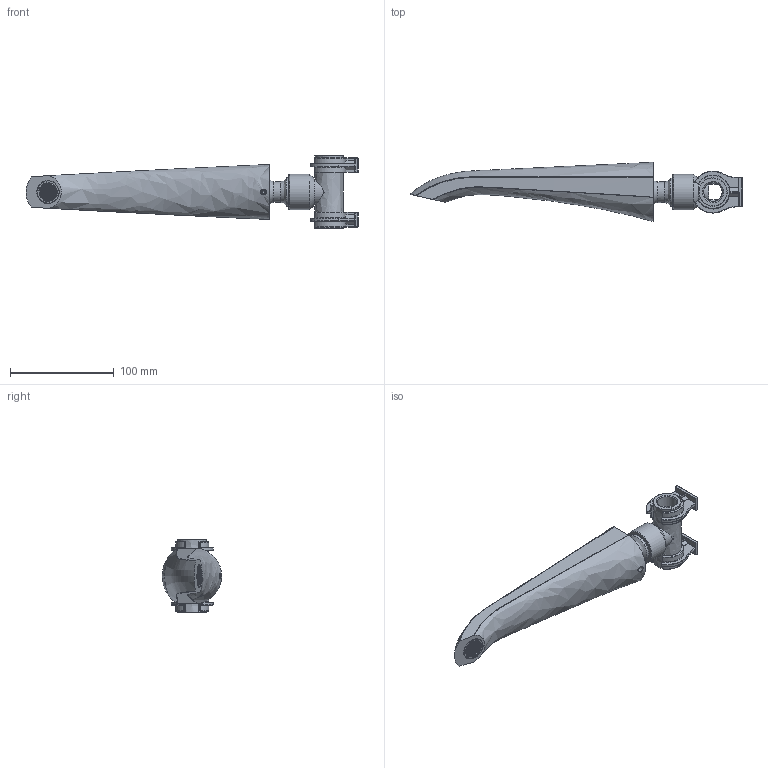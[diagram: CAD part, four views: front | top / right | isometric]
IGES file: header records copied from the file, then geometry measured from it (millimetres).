
Global section: file name: T1046; native system: Autodesk Inventor 2020; preprocessor: unknown; author: adaniels; date: 20200204.111741; units: millimetre
Bounding box: 319.49 x 57.16 x 70 mm (x, y, z)
Volume: 248305.1 mm3; surface area: 95620.1 mm2
Topology: 13 solids, 14 shells, 1731 faces, 4444 edges, 2869 vertices
Faces by surface type: bspline 1728, offset 3
